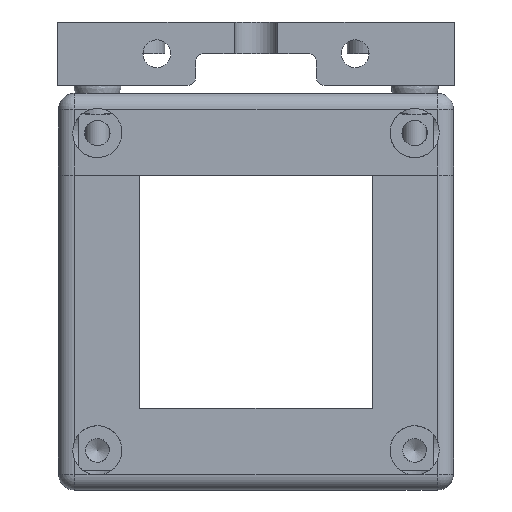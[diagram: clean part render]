
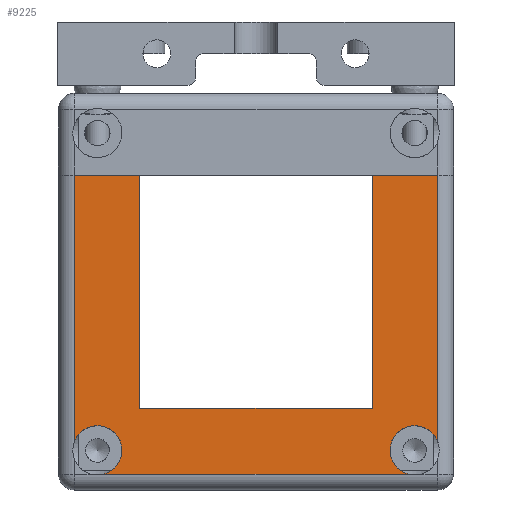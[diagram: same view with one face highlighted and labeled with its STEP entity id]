
A CAD part, left-side view. The second image highlights one B-rep face of the part: STEP entity #9225.
In plain terms, the highlighted face is planar.
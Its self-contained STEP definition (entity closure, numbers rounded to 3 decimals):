
#833=CIRCLE('',#9736,3.1);
#862=CIRCLE('',#9822,3.1);
#1428=FACE_OUTER_BOUND('',#2036,.T.);
#2036=EDGE_LOOP('',(#7817,#7818,#7819,#7820,#7821,#7822,#7823,#7824,#7825,
#7826));
#2527=LINE('',#14775,#3258);
#2579=LINE('',#14999,#3310);
#2586=LINE('',#15037,#3317);
#2670=LINE('',#15333,#3401);
#2711=LINE('',#15452,#3442);
#2743=LINE('',#15571,#3474);
#2746=LINE('',#15579,#3477);
#2748=LINE('',#15582,#3479);
#3258=VECTOR('',#11582,29.4);
#3310=VECTOR('',#11738,33.605);
#3317=VECTOR('',#11755,38.438);
#3401=VECTOR('',#12013,8.273);
#3442=VECTOR('',#12142,29.4);
#3474=VECTOR('',#12294,33.605);
#3477=VECTOR('',#12307,8.273);
#3479=VECTOR('',#12311,29.254);
#4034=VERTEX_POINT('',#14435);
#4036=VERTEX_POINT('',#14443);
#4113=VERTEX_POINT('',#14708);
#4115=VERTEX_POINT('',#14720);
#4133=VERTEX_POINT('',#14772);
#4134=VERTEX_POINT('',#14774);
#4202=VERTEX_POINT('',#14997);
#4297=VERTEX_POINT('',#15331);
#4330=VERTEX_POINT('',#15449);
#4331=VERTEX_POINT('',#15451);
#5083=EDGE_CURVE('',#4036,#4034,#833,.T.);
#5181=EDGE_CURVE('',#4115,#4113,#862,.T.);
#5205=EDGE_CURVE('',#4134,#4133,#2527,.T.);
#5300=EDGE_CURVE('',#4202,#4113,#2579,.T.);
#5311=EDGE_CURVE('',#4115,#4034,#2586,.T.);
#5444=EDGE_CURVE('',#4297,#4133,#2670,.T.);
#5505=EDGE_CURVE('',#4330,#4331,#2711,.T.);
#5555=EDGE_CURVE('',#4036,#4297,#2743,.T.);
#5558=EDGE_CURVE('',#4331,#4202,#2746,.T.);
#5560=EDGE_CURVE('',#4134,#4330,#2748,.T.);
#7817=ORIENTED_EDGE('',*,*,#5083,.T.);
#7818=ORIENTED_EDGE('',*,*,#5311,.F.);
#7819=ORIENTED_EDGE('',*,*,#5181,.T.);
#7820=ORIENTED_EDGE('',*,*,#5300,.F.);
#7821=ORIENTED_EDGE('',*,*,#5558,.F.);
#7822=ORIENTED_EDGE('',*,*,#5505,.F.);
#7823=ORIENTED_EDGE('',*,*,#5560,.F.);
#7824=ORIENTED_EDGE('',*,*,#5205,.T.);
#7825=ORIENTED_EDGE('',*,*,#5444,.F.);
#7826=ORIENTED_EDGE('',*,*,#5555,.F.);
#8823=PLANE('',#10102);
#9225=ADVANCED_FACE('',(#1428),#8823,.T.);
#9736=AXIS2_PLACEMENT_3D('',#14444,#11337,#11338);
#9822=AXIS2_PLACEMENT_3D('',#14721,#11531,#11532);
#10102=AXIS2_PLACEMENT_3D('',#15588,#12321,#12322);
#11337=DIRECTION('center_axis',(0.,1.,0.));
#11338=DIRECTION('ref_axis',(0.,0.,-1.));
#11531=DIRECTION('center_axis',(0.,1.,0.));
#11532=DIRECTION('ref_axis',(0.,0.,-1.));
#11582=DIRECTION('',(0.,0.,1.));
#11738=DIRECTION('',(0.,0.,-1.));
#11755=DIRECTION('',(-1.,0.,0.));
#12013=DIRECTION('',(1.,0.,0.));
#12142=DIRECTION('',(0.,0.,1.));
#12294=DIRECTION('',(0.,0.,1.));
#12307=DIRECTION('',(1.,0.,0.));
#12311=DIRECTION('',(1.,0.,0.));
#12321=DIRECTION('center_axis',(0.,-1.,0.));
#12322=DIRECTION('ref_axis',(1.,0.,0.));
#14435=CARTESIAN_POINT('',(-19.219,-24.9,2.));
#14443=CARTESIAN_POINT('',(-22.9,-24.9,6.095));
#14444=CARTESIAN_POINT('Origin',(-20.,-24.9,5.));
#14708=CARTESIAN_POINT('',(22.9,-24.9,6.095));
#14720=CARTESIAN_POINT('',(19.219,-24.9,2.));
#14721=CARTESIAN_POINT('Origin',(20.,-24.9,5.));
#14772=CARTESIAN_POINT('',(-14.627,-24.9,39.7));
#14774=CARTESIAN_POINT('',(-14.627,-24.9,10.3));
#14775=CARTESIAN_POINT('',(-14.627,-24.9,10.3));
#14997=CARTESIAN_POINT('',(22.9,-24.9,39.7));
#14999=CARTESIAN_POINT('',(22.9,-24.9,0.));
#15037=CARTESIAN_POINT('',(-12.45,-24.9,2.));
#15331=CARTESIAN_POINT('',(-22.9,-24.9,39.7));
#15333=CARTESIAN_POINT('',(-24.9,-24.9,39.7));
#15449=CARTESIAN_POINT('',(14.627,-24.9,10.3));
#15451=CARTESIAN_POINT('',(14.627,-24.9,39.7));
#15452=CARTESIAN_POINT('',(14.627,-24.9,10.3));
#15571=CARTESIAN_POINT('',(-22.9,-24.9,0.));
#15579=CARTESIAN_POINT('',(14.627,-24.9,39.7));
#15582=CARTESIAN_POINT('',(24.9,-24.9,10.3));
#15588=CARTESIAN_POINT('Origin',(-24.9,-24.9,0.));
